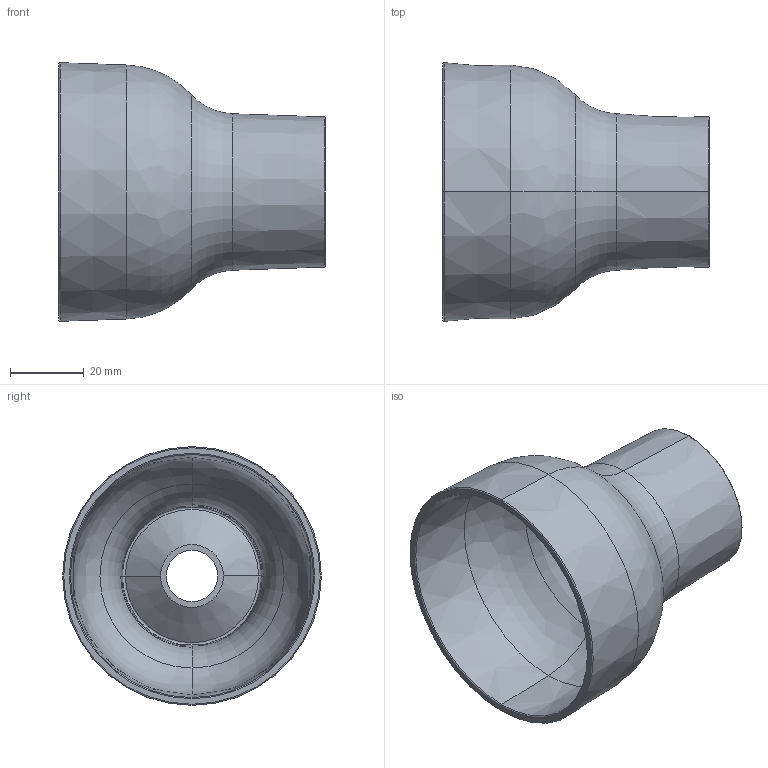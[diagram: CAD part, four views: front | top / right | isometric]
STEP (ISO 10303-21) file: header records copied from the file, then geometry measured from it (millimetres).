
FILE_DESCRIPTION((''),'2;1');
FILE_NAME('BLACKOUT-20251225','2026-01-13T',('62795'),(''),'PRO/ENGINEER BY PARAMETRIC TECHNOLOGY CORPORATION, 2015240','PRO/ENGINEER BY PARAMETRIC TECHNOLOGY CORPORATION, 2015240','');
FILE_SCHEMA(('AUTOMOTIVE_DESIGN { 1 0 10303 214 1 1 1 1 }'));
Length unit declared in the file: millimetre
Products named in the file (1): BLACKOUT-20251225
Bounding box: 72 x 69.98 x 69.98 mm (x, y, z)
Volume: 28860.3 mm3; surface area: 28244.7 mm2
Topology: 1 solids, 1 shells, 59 faces, 139 edges, 84 vertices
Faces by surface type: cone 30, torus 14, bspline 11, plane 4
Entity records: 4232 total; most frequent: CARTESIAN_POINT 2839, ORIENTED_EDGE 278, DIRECTION 266, EDGE_CURVE 139, AXIS2_PLACEMENT_3D 116, VERTEX_POINT 84, CIRCLE 68, EDGE_LOOP 63
